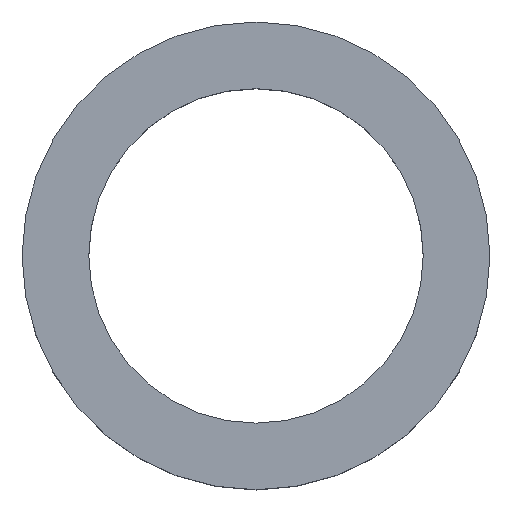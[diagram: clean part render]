
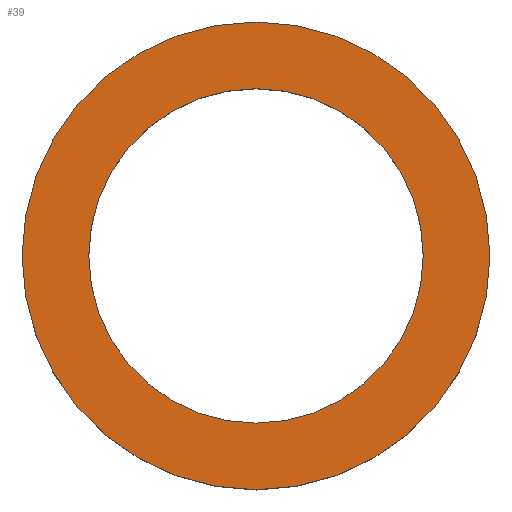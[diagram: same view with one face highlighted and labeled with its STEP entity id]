
A CAD part, top view. The second image highlights one B-rep face of the part: STEP entity #39.
In plain terms, the highlighted planar face has unit normal (0, 0, 1).
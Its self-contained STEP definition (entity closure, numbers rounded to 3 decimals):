
#39=ADVANCED_FACE('',(#74,#75),#76,.T.);
#74=FACE_OUTER_BOUND('',#102,.T.);
#75=FACE_BOUND('',#103,.T.);
#76=PLANE('',#104);
#102=EDGE_LOOP('',(#143,#144));
#103=EDGE_LOOP('',(#145,#146));
#104=AXIS2_PLACEMENT_3D('',#147,#148,#149);
#143=ORIENTED_EDGE('',*,*,#163,.T.);
#144=ORIENTED_EDGE('',*,*,#175,.T.);
#145=ORIENTED_EDGE('',*,*,#173,.T.);
#146=ORIENTED_EDGE('',*,*,#166,.T.);
#147=CARTESIAN_POINT('',(0.0,0.,30.5));
#148=DIRECTION('',(0.0,0.,1.0));
#149=DIRECTION('',(1.0,-0.0,0.0));
#163=EDGE_CURVE('',#180,#184,#186,.T.);
#166=EDGE_CURVE('',#191,#188,#192,.T.);
#173=EDGE_CURVE('',#188,#191,#200,.T.);
#175=EDGE_CURVE('',#184,#180,#202,.T.);
#180=VERTEX_POINT('',#207);
#184=VERTEX_POINT('',#212);
#186=CIRCLE('',#215,20.0);
#188=VERTEX_POINT('',#217);
#191=VERTEX_POINT('',#221);
#192=CIRCLE('',#222,14.3);
#200=CIRCLE('',#231,14.3);
#202=CIRCLE('',#233,20.0);
#207=CARTESIAN_POINT('',(0.0,-20.,30.5));
#212=CARTESIAN_POINT('',(0.,20.,30.5));
#215=AXIS2_PLACEMENT_3D('',#241,#242,#243);
#217=CARTESIAN_POINT('',(0.0,-14.3,30.5));
#221=CARTESIAN_POINT('',(0.,14.3,30.5));
#222=AXIS2_PLACEMENT_3D('',#245,#246,#247);
#231=AXIS2_PLACEMENT_3D('',#258,#259,#260);
#233=AXIS2_PLACEMENT_3D('',#261,#262,#263);
#241=CARTESIAN_POINT('',(0.0,0.,30.5));
#242=DIRECTION('',(0.0,0.,1.0));
#243=DIRECTION('',(0.0,-1.0,0.));
#245=CARTESIAN_POINT('',(0.0,0.,30.5));
#246=DIRECTION('',(0.0,0.,-1.0));
#247=DIRECTION('',(0.0,-1.0,0.));
#258=CARTESIAN_POINT('',(0.0,0.,30.5));
#259=DIRECTION('',(0.0,0.,-1.0));
#260=DIRECTION('',(0.0,-1.0,0.));
#261=CARTESIAN_POINT('',(0.0,0.,30.5));
#262=DIRECTION('',(0.0,0.,1.0));
#263=DIRECTION('',(0.0,-1.0,0.));
